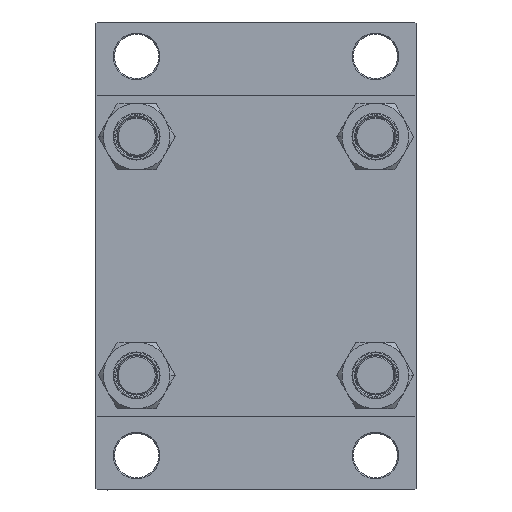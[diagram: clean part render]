
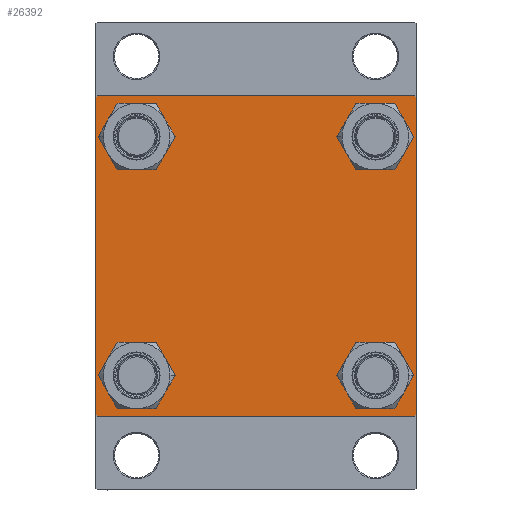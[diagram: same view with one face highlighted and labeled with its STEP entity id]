
A CAD part, left-side view. The second image highlights one B-rep face of the part: STEP entity #26392.
In plain terms, the highlighted planar face has unit normal (-1, 0, 0).
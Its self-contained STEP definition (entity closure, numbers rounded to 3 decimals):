
#280 = VERTEX_POINT ( 'NONE', #25027 ) ;
#334 = CARTESIAN_POINT ( 'NONE',  ( 0., 65., -65. ) ) ;
#337 = EDGE_LOOP ( 'NONE', ( #10046, #13300, #33838, #27004, #40273, #31568, #35007, #14130 ) ) ;
#493 = VERTEX_POINT ( 'NONE', #4326 ) ;
#1373 = ORIENTED_EDGE ( 'NONE', *, *, #35338, .T. ) ;
#1702 = VERTEX_POINT ( 'NONE', #30068 ) ;
#1815 = VERTEX_POINT ( 'NONE', #40231 ) ;
#1971 = CARTESIAN_POINT ( 'NONE',  ( 0., -65., 65. ) ) ;
#2417 = EDGE_CURVE ( 'NONE', #27504, #40372, #36384, .T. ) ;
#2722 = ORIENTED_EDGE ( 'NONE', *, *, #23032, .T. ) ;
#2964 = AXIS2_PLACEMENT_3D ( 'NONE', #32550, #46671, #23418 ) ;
#3177 = VERTEX_POINT ( 'NONE', #46500 ) ;
#3200 = AXIS2_PLACEMENT_3D ( 'NONE', #31209, #30721, #46053 ) ;
#3424 = DIRECTION ( 'NONE',  ( 0., 0., 1. ) ) ;
#3559 = DIRECTION ( 'NONE',  ( 0., 0., -1. ) ) ;
#3965 = DIRECTION ( 'NONE',  ( 0., 0., 1. ) ) ;
#4326 = CARTESIAN_POINT ( 'NONE',  ( 0., 48.45, -56.95 ) ) ;
#4460 = DIRECTION ( 'NONE',  ( 0., 0.707, -0.707 ) ) ;
#5338 = VERTEX_POINT ( 'NONE', #24755 ) ;
#5503 = CIRCLE ( 'NONE', #42055, 8.5 ) ;
#5600 = VERTEX_POINT ( 'NONE', #35415 ) ;
#5778 = CARTESIAN_POINT ( 'NONE',  ( 0., -64.75, 64.75 ) ) ;
#6348 = CARTESIAN_POINT ( 'NONE',  ( 0., -48.45, 48.45 ) ) ;
#6628 = CARTESIAN_POINT ( 'NONE',  ( 0., 48.45, 56.95 ) ) ;
#7060 = EDGE_CURVE ( 'NONE', #24056, #5338, #30672, .T. ) ;
#7609 = CARTESIAN_POINT ( 'NONE',  ( 0., 64.5, 65. ) ) ;
#7804 = FACE_BOUND ( 'NONE', #25127, .T. ) ;
#8413 = DIRECTION ( 'NONE',  ( 0., 0., 1. ) ) ;
#8978 = VERTEX_POINT ( 'NONE', #16661 ) ;
#9316 = VECTOR ( 'NONE', #12403, 1000. ) ;
#10046 = ORIENTED_EDGE ( 'NONE', *, *, #43231, .T. ) ;
#10083 = VERTEX_POINT ( 'NONE', #26376 ) ;
#11433 = FACE_BOUND ( 'NONE', #39636, .T. ) ;
#11708 = CARTESIAN_POINT ( 'NONE',  ( 0., 64.5, -65. ) ) ;
#12403 = DIRECTION ( 'NONE',  ( 0., -0.707, 0.707 ) ) ;
#12634 = VECTOR ( 'NONE', #24289, 1000. ) ;
#12671 = VERTEX_POINT ( 'NONE', #7609 ) ;
#12714 = VECTOR ( 'NONE', #12864, 1000. ) ;
#12864 = DIRECTION ( 'NONE',  ( 0., -0.707, -0.707 ) ) ;
#13123 = EDGE_CURVE ( 'NONE', #5600, #25020, #24510, .T. ) ;
#13236 = AXIS2_PLACEMENT_3D ( 'NONE', #40403, #33112, #3424 ) ;
#13300 = ORIENTED_EDGE ( 'NONE', *, *, #40426, .T. ) ;
#14130 = ORIENTED_EDGE ( 'NONE', *, *, #35938, .T. ) ;
#15098 = VECTOR ( 'NONE', #44891, 1000. ) ;
#15404 = LINE ( 'NONE', #30263, #27474 ) ;
#15460 = CARTESIAN_POINT ( 'NONE',  ( 0., 65., 65. ) ) ;
#15780 = EDGE_CURVE ( 'NONE', #8978, #493, #26123, .T. ) ;
#15908 = CARTESIAN_POINT ( 'NONE',  ( 0., 65., -64.5 ) ) ;
#16196 = DIRECTION ( 'NONE',  ( 1., 0., 0. ) ) ;
#16444 = CARTESIAN_POINT ( 'NONE',  ( 0., 48.45, -48.45 ) ) ;
#16661 = CARTESIAN_POINT ( 'NONE',  ( 0., 48.45, -39.95 ) ) ;
#18849 = LINE ( 'NONE', #41458, #15098 ) ;
#19046 = DIRECTION ( 'NONE',  ( 0., -1., 0. ) ) ;
#19117 = LINE ( 'NONE', #15460, #44997 ) ;
#19218 = FACE_BOUND ( 'NONE', #46970, .T. ) ;
#19994 = CARTESIAN_POINT ( 'NONE',  ( 0., -48.45, -39.95 ) ) ;
#20065 = AXIS2_PLACEMENT_3D ( 'NONE', #16444, #16196, #8413 ) ;
#20678 = AXIS2_PLACEMENT_3D ( 'NONE', #25686, #36378, #28349 ) ;
#21698 = AXIS2_PLACEMENT_3D ( 'NONE', #39281, #23980, #31523 ) ;
#23032 = EDGE_CURVE ( 'NONE', #40372, #27504, #42671, .T. ) ;
#23409 = VERTEX_POINT ( 'NONE', #15908 ) ;
#23418 = DIRECTION ( 'NONE',  ( 0., 0., 1. ) ) ;
#23562 = AXIS2_PLACEMENT_3D ( 'NONE', #40931, #37299, #3965 ) ;
#23980 = DIRECTION ( 'NONE',  ( 1., 0., 0. ) ) ;
#24056 = VERTEX_POINT ( 'NONE', #37109 ) ;
#24289 = DIRECTION ( 'NONE',  ( 0., 0.707, 0.707 ) ) ;
#24353 = DIRECTION ( 'NONE',  ( 0., 0., -1. ) ) ;
#24510 = CIRCLE ( 'NONE', #25692, 8.5 ) ;
#24755 = CARTESIAN_POINT ( 'NONE',  ( 0., -65., -64.5 ) ) ;
#24868 = ORIENTED_EDGE ( 'NONE', *, *, #2417, .T. ) ;
#25020 = VERTEX_POINT ( 'NONE', #6628 ) ;
#25027 = CARTESIAN_POINT ( 'NONE',  ( 0., -48.45, 56.95 ) ) ;
#25127 = EDGE_LOOP ( 'NONE', ( #27462, #40745 ) ) ;
#25686 = CARTESIAN_POINT ( 'NONE',  ( 0., 48.45, -48.45 ) ) ;
#25692 = AXIS2_PLACEMENT_3D ( 'NONE', #45061, #44584, #37747 ) ;
#26123 = CIRCLE ( 'NONE', #20678, 8.5 ) ;
#26376 = CARTESIAN_POINT ( 'NONE',  ( 0., -64.5, 65. ) ) ;
#26392 = ADVANCED_FACE ( 'NONE', ( #29212, #19218, #7804, #11433, #44788 ), #44320, .T. ) ;
#27004 = ORIENTED_EDGE ( 'NONE', *, *, #7060, .T. ) ;
#27462 = ORIENTED_EDGE ( 'NONE', *, *, #15780, .T. ) ;
#27474 = VECTOR ( 'NONE', #4460, 1000. ) ;
#27504 = VERTEX_POINT ( 'NONE', #19994 ) ;
#27716 = LINE ( 'NONE', #41832, #12714 ) ;
#28131 = EDGE_CURVE ( 'NONE', #43939, #24056, #40941, .T. ) ;
#28349 = DIRECTION ( 'NONE',  ( 0., 0., 1. ) ) ;
#29212 = FACE_BOUND ( 'NONE', #35089, .T. ) ;
#30068 = CARTESIAN_POINT ( 'NONE',  ( 0., 65., 64.5 ) ) ;
#30263 = CARTESIAN_POINT ( 'NONE',  ( 0., 64.75, 64.75 ) ) ;
#30672 = LINE ( 'NONE', #46452, #9316 ) ;
#30721 = DIRECTION ( 'NONE',  ( 1., 0., 0. ) ) ;
#30931 = EDGE_CURVE ( 'NONE', #280, #1815, #40494, .T. ) ;
#30941 = EDGE_CURVE ( 'NONE', #1815, #280, #5503, .T. ) ;
#31209 = CARTESIAN_POINT ( 'NONE',  ( 0., -48.45, 48.45 ) ) ;
#31523 = DIRECTION ( 'NONE',  ( 0., 0., 1. ) ) ;
#31568 = ORIENTED_EDGE ( 'NONE', *, *, #33690, .T. ) ;
#32475 = ORIENTED_EDGE ( 'NONE', *, *, #30931, .T. ) ;
#32550 = CARTESIAN_POINT ( 'NONE',  ( 0., -48.45, -48.45 ) ) ;
#33112 = DIRECTION ( 'NONE',  ( -1., 0., 0. ) ) ;
#33690 = EDGE_CURVE ( 'NONE', #3177, #10083, #43004, .T. ) ;
#33838 = ORIENTED_EDGE ( 'NONE', *, *, #28131, .T. ) ;
#34332 = CARTESIAN_POINT ( 'NONE',  ( 0., -48.45, -56.95 ) ) ;
#34374 = EDGE_CURVE ( 'NONE', #3177, #5338, #35307, .T. ) ;
#35007 = ORIENTED_EDGE ( 'NONE', *, *, #38029, .F. ) ;
#35089 = EDGE_LOOP ( 'NONE', ( #32475, #37904 ) ) ;
#35307 = LINE ( 'NONE', #1971, #39847 ) ;
#35320 = DIRECTION ( 'NONE',  ( 1., 0., 0. ) ) ;
#35338 = EDGE_CURVE ( 'NONE', #25020, #5600, #38303, .T. ) ;
#35415 = CARTESIAN_POINT ( 'NONE',  ( 0., 48.45, 39.95 ) ) ;
#35798 = DIRECTION ( 'NONE',  ( 0., 0., 1. ) ) ;
#35938 = EDGE_CURVE ( 'NONE', #12671, #1702, #15404, .T. ) ;
#36378 = DIRECTION ( 'NONE',  ( 1., 0., 0. ) ) ;
#36384 = CIRCLE ( 'NONE', #2964, 8.5 ) ;
#37109 = CARTESIAN_POINT ( 'NONE',  ( 0., -64.5, -65. ) ) ;
#37299 = DIRECTION ( 'NONE',  ( 1., 0., 0. ) ) ;
#37747 = DIRECTION ( 'NONE',  ( 0., 0., 1. ) ) ;
#37904 = ORIENTED_EDGE ( 'NONE', *, *, #30941, .T. ) ;
#38029 = EDGE_CURVE ( 'NONE', #12671, #10083, #18849, .T. ) ;
#38303 = CIRCLE ( 'NONE', #23562, 8.5 ) ;
#39281 = CARTESIAN_POINT ( 'NONE',  ( 0., -48.45, -48.45 ) ) ;
#39636 = EDGE_LOOP ( 'NONE', ( #1373, #42308 ) ) ;
#39847 = VECTOR ( 'NONE', #24353, 1000. ) ;
#40231 = CARTESIAN_POINT ( 'NONE',  ( 0., -48.45, 39.95 ) ) ;
#40273 = ORIENTED_EDGE ( 'NONE', *, *, #34374, .F. ) ;
#40372 = VERTEX_POINT ( 'NONE', #34332 ) ;
#40403 = CARTESIAN_POINT ( 'NONE',  ( 0., 0., 0. ) ) ;
#40426 = EDGE_CURVE ( 'NONE', #23409, #43939, #27716, .T. ) ;
#40494 = CIRCLE ( 'NONE', #3200, 8.5 ) ;
#40745 = ORIENTED_EDGE ( 'NONE', *, *, #45225, .T. ) ;
#40931 = CARTESIAN_POINT ( 'NONE',  ( 0., 48.45, 48.45 ) ) ;
#40941 = LINE ( 'NONE', #334, #46632 ) ;
#41458 = CARTESIAN_POINT ( 'NONE',  ( 0., 65., 65. ) ) ;
#41832 = CARTESIAN_POINT ( 'NONE',  ( 0., 64.75, -64.75 ) ) ;
#42055 = AXIS2_PLACEMENT_3D ( 'NONE', #6348, #35320, #35798 ) ;
#42308 = ORIENTED_EDGE ( 'NONE', *, *, #13123, .T. ) ;
#42671 = CIRCLE ( 'NONE', #21698, 8.5 ) ;
#43004 = LINE ( 'NONE', #5778, #12634 ) ;
#43231 = EDGE_CURVE ( 'NONE', #1702, #23409, #19117, .T. ) ;
#43939 = VERTEX_POINT ( 'NONE', #11708 ) ;
#44320 = PLANE ( 'NONE',  #13236 ) ;
#44584 = DIRECTION ( 'NONE',  ( 1., 0., 0. ) ) ;
#44788 = FACE_OUTER_BOUND ( 'NONE', #337, .T. ) ;
#44891 = DIRECTION ( 'NONE',  ( 0., -1., 0. ) ) ;
#44997 = VECTOR ( 'NONE', #3559, 1000. ) ;
#45061 = CARTESIAN_POINT ( 'NONE',  ( 0., 48.45, 48.45 ) ) ;
#45225 = EDGE_CURVE ( 'NONE', #493, #8978, #45724, .T. ) ;
#45724 = CIRCLE ( 'NONE', #20065, 8.5 ) ;
#46053 = DIRECTION ( 'NONE',  ( 0., 0., 1. ) ) ;
#46452 = CARTESIAN_POINT ( 'NONE',  ( 0., -64.75, -64.75 ) ) ;
#46500 = CARTESIAN_POINT ( 'NONE',  ( 0., -65., 64.5 ) ) ;
#46632 = VECTOR ( 'NONE', #19046, 1000. ) ;
#46671 = DIRECTION ( 'NONE',  ( 1., 0., 0. ) ) ;
#46970 = EDGE_LOOP ( 'NONE', ( #24868, #2722 ) ) ;
